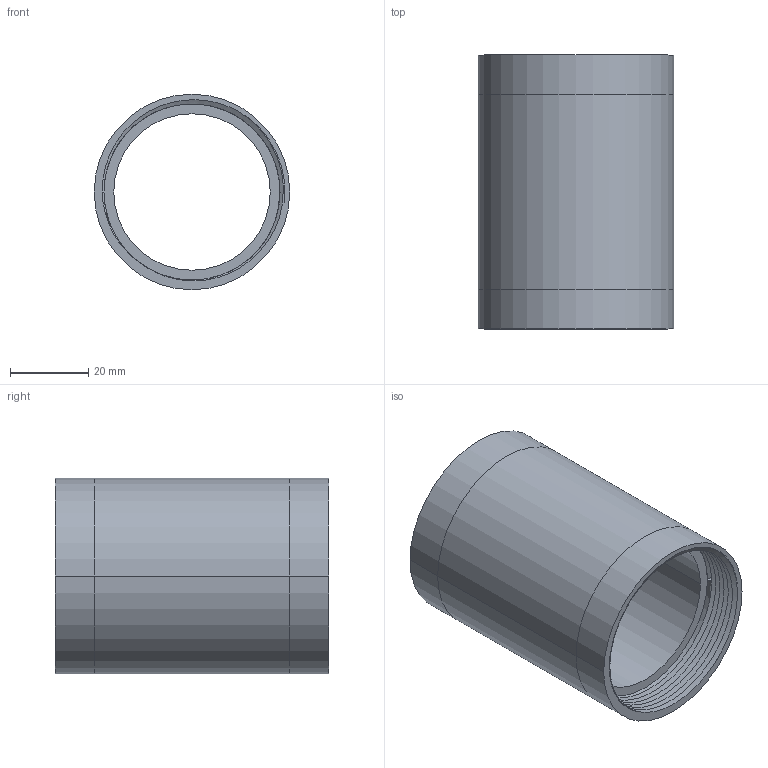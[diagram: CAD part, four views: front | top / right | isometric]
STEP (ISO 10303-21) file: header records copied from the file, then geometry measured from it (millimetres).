
FILE_DESCRIPTION((''),'2;1');
FILE_NAME('MRLM-S-T5-TERMINAL-RING','2024-11-10T17:02:22',('Casey'),(''),'CREO PARAMETRIC BY PTC INC, 2023073','CREO PARAMETRIC BY PTC INC, 2023073','');
FILE_SCHEMA(('CONFIG_CONTROL_DESIGN'));
Length unit declared in the file: millimetre
Products named in the file (1): MRLM-S-T5-TERMINAL-RING
Bounding box: 50 x 70 x 50 mm (x, y, z)
Volume: 41931.1 mm3; surface area: 22810.9 mm2
Topology: 1 solids, 1 shells, 24 faces, 61 edges, 41 vertices
Faces by surface type: cylinder 13, bspline 6, plane 5
Entity records: 2324 total; most frequent: CARTESIAN_POINT 1750, ORIENTED_EDGE 122, DIRECTION 89, EDGE_CURVE 61, VERTEX_POINT 41, AXIS2_PLACEMENT_3D 37, EDGE_LOOP 28, B_SPLINE_CURVE_WITH_KNOTS 27
